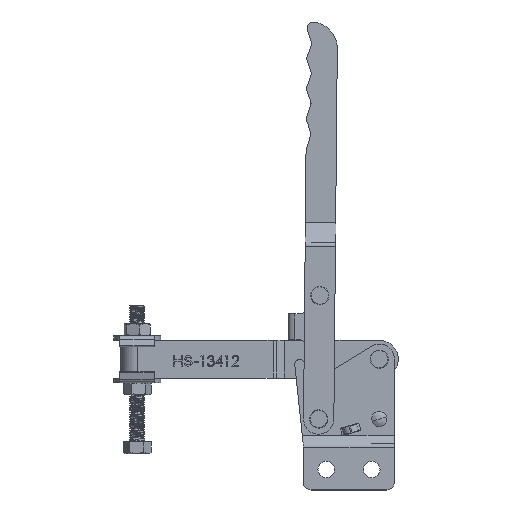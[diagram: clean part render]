
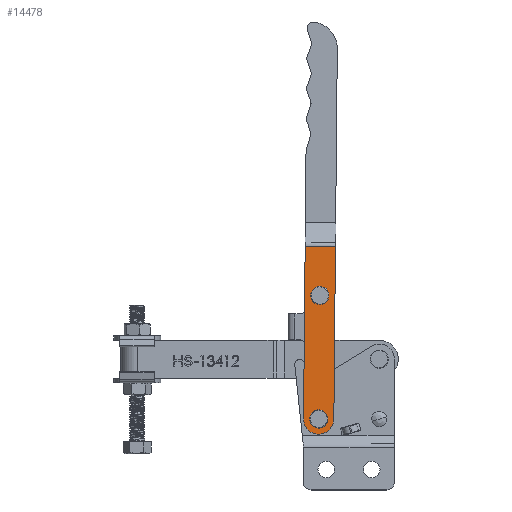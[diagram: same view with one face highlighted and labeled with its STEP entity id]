
A CAD part, top view. The second image highlights one B-rep face of the part: STEP entity #14478.
In plain terms, the highlighted face is planar.
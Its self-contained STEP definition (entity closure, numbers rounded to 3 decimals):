
#7602 = EDGE_CURVE ( 'NONE', #92047, #92055, #17229, .T. ) ;
#7639 = EDGE_CURVE ( 'NONE', #92225, #92241, #17389, .T. ) ;
#7652 = EDGE_CURVE ( 'NONE', #92378, #92241, #17450, .T. ) ;
#7664 = EDGE_CURVE ( 'NONE', #92378, #92016, #17497, .T. ) ;
#7767 = EDGE_CURVE ( 'NONE', #92016, #92225, #17814, .T. ) ;
#7913 = EDGE_CURVE ( 'NONE', #92254, #92049, #18272, .T. ) ;
#8002 = EDGE_CURVE ( 'NONE', #92055, #92047, #18393, .T. ) ;
#8125 = EDGE_CURVE ( 'NONE', #92049, #92254, #18705, .T. ) ;
#11312 = DIRECTION ( 'NONE',  ( 1., 0., 0. ) ) ;
#11669 = CARTESIAN_POINT ( 'NONE',  ( 139.5, 0., 20. ) ) ;
#14478 = ADVANCED_FACE ( 'NONE', ( #35577, #35569, #35579 ), #39193, .F. ) ;
#17229 = CIRCLE ( 'NONE', #46865, 4. ) ;
#17389 = LINE ( 'NONE', #84924, #17398 ) ;
#17398 = VECTOR ( 'NONE', #84922, 1000. ) ;
#17436 = VECTOR ( 'NONE', #84783, 1000. ) ;
#17450 = LINE ( 'NONE', #84788, #17436 ) ;
#17497 = CIRCLE ( 'NONE', #46879, 10. ) ;
#17814 = LINE ( 'NONE', #11669, #17819 ) ;
#17819 = VECTOR ( 'NONE', #11312, 1000. ) ;
#18272 = CIRCLE ( 'NONE', #46905, 4. ) ;
#18393 = CIRCLE ( 'NONE', #46925, 4. ) ;
#18705 = CIRCLE ( 'NONE', #46941, 4. ) ;
#19509 = EDGE_LOOP ( 'NONE', ( #67487, #67426 ) ) ;
#19610 = EDGE_LOOP ( 'NONE', ( #67444, #67443 ) ) ;
#19617 = EDGE_LOOP ( 'NONE', ( #67579, #67422, #67594, #67635 ) ) ;
#26031 = DIRECTION ( 'NONE',  ( 0., 0., -1. ) ) ;
#26035 = DIRECTION ( 'NONE',  ( 0., -1., 0. ) ) ;
#26041 = CARTESIAN_POINT ( 'NONE',  ( 10., 0., 10. ) ) ;
#34943 = DIRECTION ( 'NONE',  ( 0., 0., -1. ) ) ;
#34947 = DIRECTION ( 'NONE',  ( 0., -1., 0. ) ) ;
#34949 = CARTESIAN_POINT ( 'NONE',  ( 91.5, 0., 10. ) ) ;
#35569 = FACE_BOUND ( 'NONE', #19509, .T. ) ;
#35577 = FACE_BOUND ( 'NONE', #19610, .T. ) ;
#35579 = FACE_OUTER_BOUND ( 'NONE', #19617, .T. ) ;
#39190 = DIRECTION ( 'NONE',  ( 0., 1., 0. ) ) ;
#39191 = CARTESIAN_POINT ( 'NONE',  ( 0., 0., 20. ) ) ;
#39193 = PLANE ( 'NONE',  #45732 ) ;
#39194 = DIRECTION ( 'NONE',  ( 0., 0., 1. ) ) ;
#45732 = AXIS2_PLACEMENT_3D ( 'NONE', #39191, #39190, #39194 ) ;
#46865 = AXIS2_PLACEMENT_3D ( 'NONE', #85254, #85253, #85251 ) ;
#46879 = AXIS2_PLACEMENT_3D ( 'NONE', #84723, #84722, #84721 ) ;
#46905 = AXIS2_PLACEMENT_3D ( 'NONE', #34949, #34947, #34943 ) ;
#46925 = AXIS2_PLACEMENT_3D ( 'NONE', #26041, #26035, #26031 ) ;
#46941 = AXIS2_PLACEMENT_3D ( 'NONE', #82667, #82663, #82656 ) ;
#67422 = ORIENTED_EDGE ( 'NONE', *, *, #7639, .F. ) ;
#67426 = ORIENTED_EDGE ( 'NONE', *, *, #8125, .F. ) ;
#67443 = ORIENTED_EDGE ( 'NONE', *, *, #7602, .F. ) ;
#67444 = ORIENTED_EDGE ( 'NONE', *, *, #8002, .F. ) ;
#67487 = ORIENTED_EDGE ( 'NONE', *, *, #7913, .F. ) ;
#67579 = ORIENTED_EDGE ( 'NONE', *, *, #7652, .T. ) ;
#67594 = ORIENTED_EDGE ( 'NONE', *, *, #7767, .F. ) ;
#67635 = ORIENTED_EDGE ( 'NONE', *, *, #7664, .F. ) ;
#76838 = CARTESIAN_POINT ( 'NONE',  ( 10., 0., 20. ) ) ;
#76858 = CARTESIAN_POINT ( 'NONE',  ( 10., 0., 14. ) ) ;
#76859 = CARTESIAN_POINT ( 'NONE',  ( 91.5, 0., 14. ) ) ;
#76863 = CARTESIAN_POINT ( 'NONE',  ( 10., 0., 6. ) ) ;
#76967 = CARTESIAN_POINT ( 'NONE',  ( 124., 0., 20. ) ) ;
#76981 = CARTESIAN_POINT ( 'NONE',  ( 124., 0., 0. ) ) ;
#76984 = CARTESIAN_POINT ( 'NONE',  ( 91.5, 0., 6. ) ) ;
#77050 = CARTESIAN_POINT ( 'NONE',  ( 10., 0., 0. ) ) ;
#82656 = DIRECTION ( 'NONE',  ( 0., 0., -1. ) ) ;
#82663 = DIRECTION ( 'NONE',  ( 0., -1., 0. ) ) ;
#82667 = CARTESIAN_POINT ( 'NONE',  ( 91.5, 0., 10. ) ) ;
#84721 = DIRECTION ( 'NONE',  ( 0., 0., -1. ) ) ;
#84722 = DIRECTION ( 'NONE',  ( 0., 1., 0. ) ) ;
#84723 = CARTESIAN_POINT ( 'NONE',  ( 10., 0., 10. ) ) ;
#84783 = DIRECTION ( 'NONE',  ( 1., 0., 0. ) ) ;
#84788 = CARTESIAN_POINT ( 'NONE',  ( 139.5, 0., 0. ) ) ;
#84922 = DIRECTION ( 'NONE',  ( 0., 0., -1. ) ) ;
#84924 = CARTESIAN_POINT ( 'NONE',  ( 124., 0., 20. ) ) ;
#85251 = DIRECTION ( 'NONE',  ( 0., 0., -1. ) ) ;
#85253 = DIRECTION ( 'NONE',  ( 0., -1., 0. ) ) ;
#85254 = CARTESIAN_POINT ( 'NONE',  ( 10., 0., 10. ) ) ;
#92016 = VERTEX_POINT ( 'NONE', #76838 ) ;
#92047 = VERTEX_POINT ( 'NONE', #76858 ) ;
#92049 = VERTEX_POINT ( 'NONE', #76859 ) ;
#92055 = VERTEX_POINT ( 'NONE', #76863 ) ;
#92225 = VERTEX_POINT ( 'NONE', #76967 ) ;
#92241 = VERTEX_POINT ( 'NONE', #76981 ) ;
#92254 = VERTEX_POINT ( 'NONE', #76984 ) ;
#92378 = VERTEX_POINT ( 'NONE', #77050 ) ;
